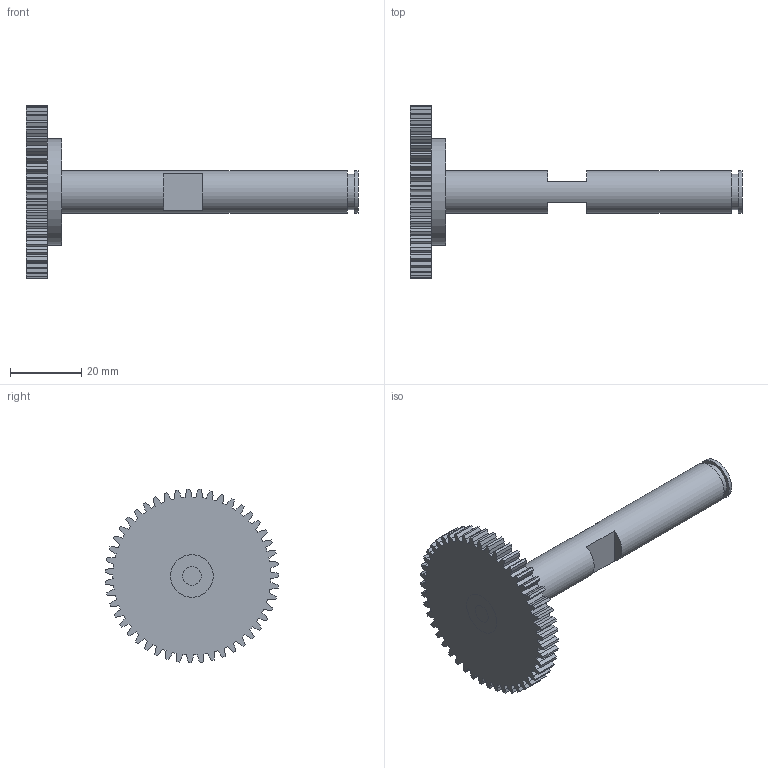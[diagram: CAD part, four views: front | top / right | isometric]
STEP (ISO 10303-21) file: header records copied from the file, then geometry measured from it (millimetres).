
FILE_DESCRIPTION(('FreeCAD Model'),'2;1');
FILE_NAME('Open CASCADE Shape Model','2024-09-04T09:36:37',('Author'),( ''),'Open CASCADE STEP processor 7.6','FreeCAD','Unknown');
FILE_SCHEMA(('AUTOMOTIVE_DESIGN { 1 0 10303 214 1 1 1 1 }'));
Length unit declared in the file: millimetre
Products named in the file (1): 15_Robot_Link3_RightGear_1_unit
Bounding box: 93.5 x 48.98 x 48.99 mm (x, y, z)
Volume: 21949.7 mm3; surface area: 8879 mm2
Topology: 1 solids, 1 shells, 300 faces, 875 edges, 584 vertices
Faces by surface type: plane 296, cylinder 4
Full cylindrical faces by diameter (mm): 10 x1, 12 x2, 30 x1
Entity records: 9753 total; most frequent: CARTESIAN_POINT 1760, ORIENTED_EDGE 1750, DIRECTION 1493, EDGE_CURVE 875, LINE 859, VECTOR 859, VERTEX_POINT 584, AXIS2_PLACEMENT_3D 317
